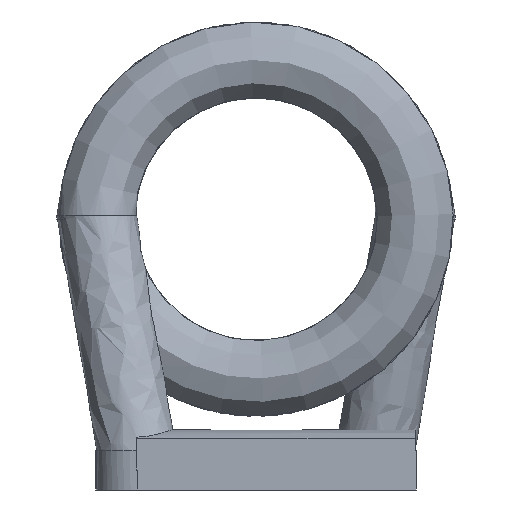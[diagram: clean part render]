
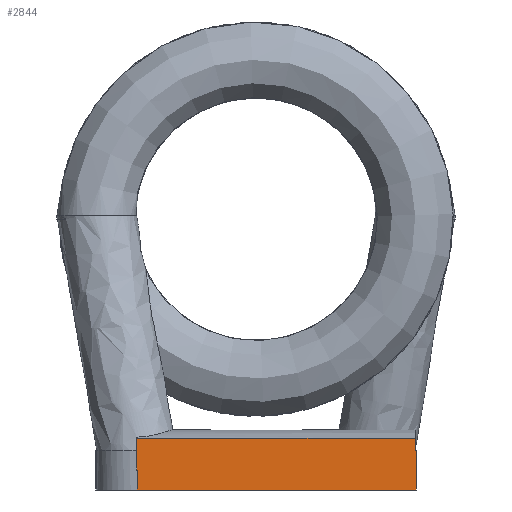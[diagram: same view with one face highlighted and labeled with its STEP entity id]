
A CAD part, left-side view. The second image highlights one B-rep face of the part: STEP entity #2844.
In plain terms, the highlighted planar face has unit normal (-1, 0, 0).
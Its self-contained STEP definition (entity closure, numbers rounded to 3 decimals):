
#1997 = VERTEX_POINT('',#1998);
#1998 = CARTESIAN_POINT('',(-2.999,1.335,0.445));
#2431 = VERTEX_POINT('',#2432);
#2432 = CARTESIAN_POINT('',(-2.999,-1.78,0.579));
#2439 = EDGE_CURVE('',#2440,#2431,#2442,.T.);
#2440 = VERTEX_POINT('',#2441);
#2441 = CARTESIAN_POINT('',(-2.999,1.335,0.579));
#2442 = LINE('',#2443,#2444);
#2443 = CARTESIAN_POINT('',(-2.999,1.335,0.579));
#2444 = VECTOR('',#2445,1.);
#2445 = DIRECTION('',(0.,-1.,0.));
#2463 = EDGE_CURVE('',#2440,#1997,#2464,.T.);
#2464 = LINE('',#2465,#2466);
#2465 = CARTESIAN_POINT('',(-2.999,1.335,0.579));
#2466 = VECTOR('',#2467,1.);
#2467 = DIRECTION('',(0.,0.,-1.));
#2506 = EDGE_CURVE('',#1997,#2507,#2509,.T.);
#2507 = VERTEX_POINT('',#2508);
#2508 = CARTESIAN_POINT('',(-2.999,1.335,0.223));
#2509 = LINE('',#2510,#2511);
#2510 = CARTESIAN_POINT('',(-2.999,1.335,0.579));
#2511 = VECTOR('',#2512,1.);
#2512 = DIRECTION('',(0.,0.,-1.));
#2717 = EDGE_CURVE('',#2431,#2718,#2720,.T.);
#2718 = VERTEX_POINT('',#2719);
#2719 = CARTESIAN_POINT('',(-2.999,-1.78,0.445));
#2720 = LINE('',#2721,#2722);
#2721 = CARTESIAN_POINT('',(-2.999,-1.78,0.579));
#2722 = VECTOR('',#2723,1.);
#2723 = DIRECTION('',(0.,0.,-1.));
#2742 = EDGE_CURVE('',#2743,#2718,#2745,.T.);
#2743 = VERTEX_POINT('',#2744);
#2744 = CARTESIAN_POINT('',(-2.999,-1.788,0.445));
#2745 = LINE('',#2746,#2747);
#2746 = CARTESIAN_POINT('',(-2.999,-1.788,0.445));
#2747 = VECTOR('',#2748,1.);
#2748 = DIRECTION('',(0.,1.,0.));
#2766 = VERTEX_POINT('',#2767);
#2767 = CARTESIAN_POINT('',(-2.999,-1.788,0.));
#2773 = EDGE_CURVE('',#2766,#2743,#2774,.T.);
#2774 = LINE('',#2775,#2776);
#2775 = CARTESIAN_POINT('',(-2.999,-1.788,0.));
#2776 = VECTOR('',#2777,1.);
#2777 = DIRECTION('',(0.,0.,1.));
#2791 = VERTEX_POINT('',#2792);
#2792 = CARTESIAN_POINT('',(-2.999,1.327,0.));
#2798 = EDGE_CURVE('',#2766,#2791,#2799,.T.);
#2799 = LINE('',#2800,#2801);
#2800 = CARTESIAN_POINT('',(-2.999,-1.788,0.));
#2801 = VECTOR('',#2802,1.);
#2802 = DIRECTION('',(0.,1.,0.));
#2844 = ADVANCED_FACE('',(#2845),#2868,.F.);
#2845 = FACE_BOUND('',#2846,.F.);
#2846 = EDGE_LOOP('',(#2847,#2848,#2849,#2850,#2851,#2852,#2853,#2861,
#2867));
#2847 = ORIENTED_EDGE('',*,*,#2463,.F.);
#2848 = ORIENTED_EDGE('',*,*,#2439,.T.);
#2849 = ORIENTED_EDGE('',*,*,#2717,.T.);
#2850 = ORIENTED_EDGE('',*,*,#2742,.F.);
#2851 = ORIENTED_EDGE('',*,*,#2773,.F.);
#2852 = ORIENTED_EDGE('',*,*,#2798,.T.);
#2853 = ORIENTED_EDGE('',*,*,#2854,.T.);
#2854 = EDGE_CURVE('',#2791,#2855,#2857,.T.);
#2855 = VERTEX_POINT('',#2856);
#2856 = CARTESIAN_POINT('',(-2.999,1.327,0.223));
#2857 = LINE('',#2858,#2859);
#2858 = CARTESIAN_POINT('',(-2.999,1.327,0.));
#2859 = VECTOR('',#2860,1.);
#2860 = DIRECTION('',(0.,0.,1.));
#2861 = ORIENTED_EDGE('',*,*,#2862,.F.);
#2862 = EDGE_CURVE('',#2507,#2855,#2863,.T.);
#2863 = LINE('',#2864,#2865);
#2864 = CARTESIAN_POINT('',(-2.999,1.335,0.223));
#2865 = VECTOR('',#2866,1.);
#2866 = DIRECTION('',(0.,-1.,0.));
#2867 = ORIENTED_EDGE('',*,*,#2506,.F.);
#2868 = PLANE('',#2869);
#2869 = AXIS2_PLACEMENT_3D('',#2870,#2871,#2872);
#2870 = CARTESIAN_POINT('',(-2.999,1.335,0.579));
#2871 = DIRECTION('',(1.,0.,0.));
#2872 = DIRECTION('',(0.,0.,-1.));
